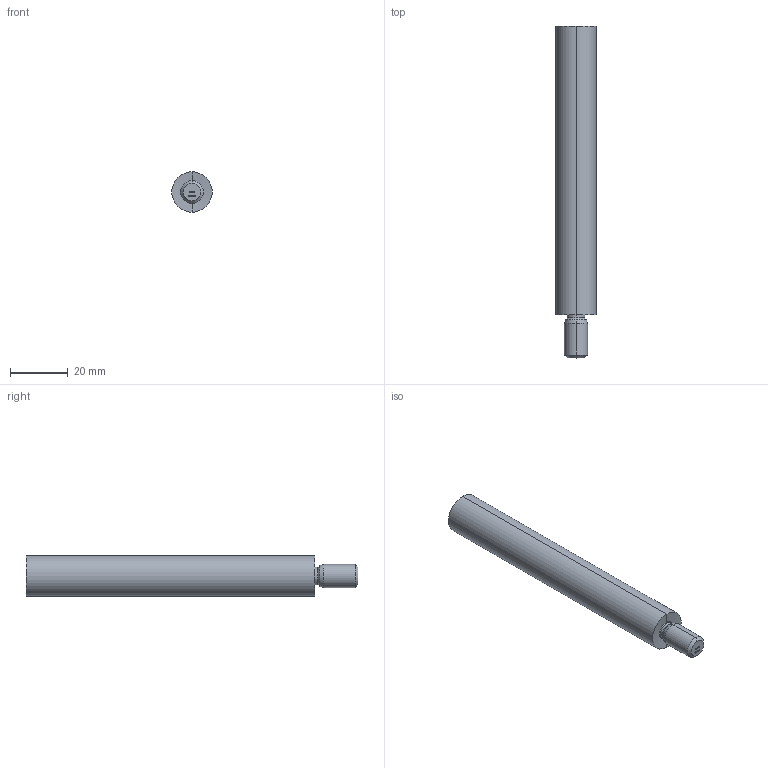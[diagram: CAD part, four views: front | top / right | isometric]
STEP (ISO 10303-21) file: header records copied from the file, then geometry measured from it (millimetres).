
FILE_DESCRIPTION (( 'STEP AP203' ), '1' );
FILE_NAME ('50237-240-M6.STEP', '2018-08-08T10:40:25', ( '' ), ( '' ), 'SwSTEP 2.0', 'SolidWorks 2015', '' );
FILE_SCHEMA (( 'CONFIG_CONTROL_DESIGN' ));
Length unit declared in the file: millimetre
Products named in the file (1): 50237-240-M6
Bounding box: 14 x 115 x 14 mm (x, y, z)
Volume: 15535.2 mm3; surface area: 5392.6 mm2
Topology: 1 solids, 1 shells, 284 faces, 741 edges, 485 vertices
Faces by surface type: plane 147, bspline 109, cone 12, cylinder 8, torus 8
Entity records: 14724 total; most frequent: CARTESIAN_POINT 8402, ORIENTED_EDGE 1478, DIRECTION 911, EDGE_CURVE 739, VERTEX_POINT 485, LINE 483, VECTOR 483, EDGE_LOOP 312
